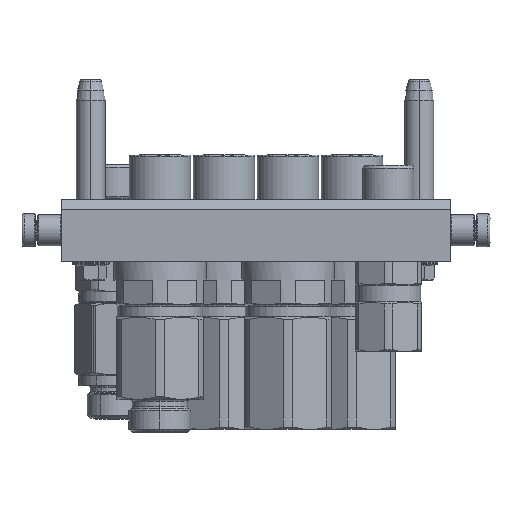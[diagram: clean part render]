
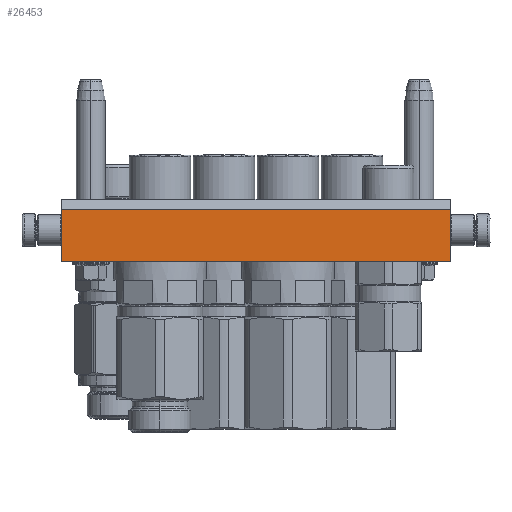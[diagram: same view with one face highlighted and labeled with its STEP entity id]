
A CAD part, left-side view. The second image highlights one B-rep face of the part: STEP entity #26453.
In plain terms, the highlighted face is planar.
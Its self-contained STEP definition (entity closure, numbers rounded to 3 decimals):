
#2316 = VECTOR ( 'NONE', #51901, 1000. ) ;
#4200 = LINE ( 'NONE', #85780, #61515 ) ;
#5930 = ORIENTED_EDGE ( 'NONE', *, *, #84773, .T. ) ;
#9194 = VERTEX_POINT ( 'NONE', #52732 ) ;
#9399 = DIRECTION ( 'NONE',  ( 0., 0., -1. ) ) ;
#10641 = LINE ( 'NONE', #58608, #2316 ) ;
#12832 = VECTOR ( 'NONE', #40281, 1000. ) ;
#16384 = PLANE ( 'NONE',  #69866 ) ;
#19215 = DIRECTION ( 'NONE',  ( 0., 1., 0. ) ) ;
#21454 = CARTESIAN_POINT ( 'NONE',  ( 94., 15., -45. ) ) ;
#21561 = EDGE_LOOP ( 'NONE', ( #5930, #61848, #77534, #33444 ) ) ;
#21917 = CARTESIAN_POINT ( 'NONE',  ( 94., -10., -45. ) ) ;
#26453 = ADVANCED_FACE ( 'NONE', ( #28463 ), #16384, .T. ) ;
#27131 = CARTESIAN_POINT ( 'NONE',  ( -94., -10., -45. ) ) ;
#28463 = FACE_OUTER_BOUND ( 'NONE', #21561, .T. ) ;
#33444 = ORIENTED_EDGE ( 'NONE', *, *, #66532, .F. ) ;
#34447 = DIRECTION ( 'NONE',  ( 0., 1., 0. ) ) ;
#35950 = CARTESIAN_POINT ( 'NONE',  ( 94., -15., -45. ) ) ;
#38913 = LINE ( 'NONE', #21917, #60750 ) ;
#40281 = DIRECTION ( 'NONE',  ( 1., 0., 0. ) ) ;
#44554 = VERTEX_POINT ( 'NONE', #54840 ) ;
#46181 = LINE ( 'NONE', #27131, #12832 ) ;
#51901 = DIRECTION ( 'NONE',  ( -1., 0., 0. ) ) ;
#52732 = CARTESIAN_POINT ( 'NONE',  ( -94., 15., -45. ) ) ;
#54840 = CARTESIAN_POINT ( 'NONE',  ( -94., -10., -45. ) ) ;
#58608 = CARTESIAN_POINT ( 'NONE',  ( 94., 15., -45. ) ) ;
#60750 = VECTOR ( 'NONE', #34447, 1000. ) ;
#61515 = VECTOR ( 'NONE', #19215, 1000. ) ;
#61848 = ORIENTED_EDGE ( 'NONE', *, *, #62853, .F. ) ;
#62853 = EDGE_CURVE ( 'NONE', #68804, #9194, #10641, .T. ) ;
#62942 = DIRECTION ( 'NONE',  ( -1., 0., 0. ) ) ;
#66532 = EDGE_CURVE ( 'NONE', #44554, #71709, #46181, .T. ) ;
#68804 = VERTEX_POINT ( 'NONE', #21454 ) ;
#69866 = AXIS2_PLACEMENT_3D ( 'NONE', #35950, #9399, #62942 ) ;
#71100 = CARTESIAN_POINT ( 'NONE',  ( 94., -10., -45. ) ) ;
#71709 = VERTEX_POINT ( 'NONE', #71100 ) ;
#77534 = ORIENTED_EDGE ( 'NONE', *, *, #77898, .F. ) ;
#77898 = EDGE_CURVE ( 'NONE', #71709, #68804, #38913, .T. ) ;
#84773 = EDGE_CURVE ( 'NONE', #44554, #9194, #4200, .T. ) ;
#85780 = CARTESIAN_POINT ( 'NONE',  ( -94., -10., -45. ) ) ;
